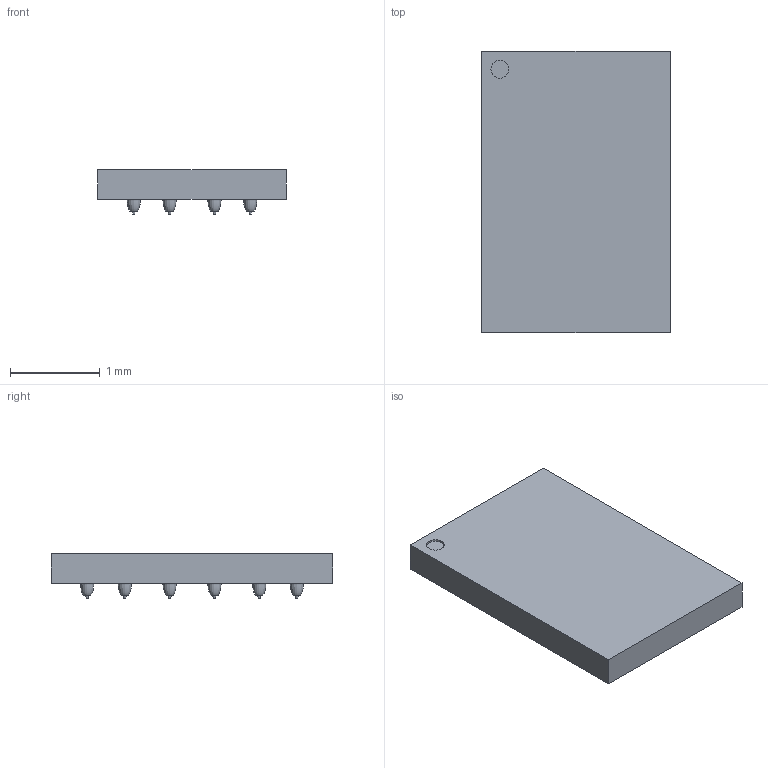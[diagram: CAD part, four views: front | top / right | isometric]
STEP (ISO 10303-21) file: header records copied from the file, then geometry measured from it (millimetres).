
FILE_DESCRIPTION(/* description */ (''),/* implementation_level */ '2;1');
FILE_NAME(/* name */ 'W25Q64JWBYIQ TR.step',/* time_stamp */ '2024-06-06T08:22:08+02:00',/* author */ (''),/* organization */ (''),/* preprocessor_version */ 'ST-DEVELOPER v20',/* originating_system */ 'Autodesk Translation Framework v13.14.0.145',/* authorisation */ '');
FILE_SCHEMA (('AUTOMOTIVE_DESIGN { 1 0 10303 214 3 1 1 }'));
Length unit declared in the file: millimetre
Products named in the file (1): W25Q64JWBYIQ TR
Bounding box: 2.1 x 3.14 x 0.5 mm (x, y, z)
Volume: 2.2 mm3; surface area: 17.6 mm2
Topology: 13 solids, 13 shells, 68 faces, 87 edges, 58 vertices
Faces by surface type: plane 43, cone 12, bspline 12, cylinder 1
Full cylindrical faces by diameter (mm): 0.2 x1
Entity records: 3128 total; most frequent: CARTESIAN_POINT 1990, DIRECTION 239, ORIENTED_EDGE 174, AXIS2_PLACEMENT_3D 107, EDGE_CURVE 87, EDGE_LOOP 81, FACE_OUTER_BOUND 68, ADVANCED_FACE 68
